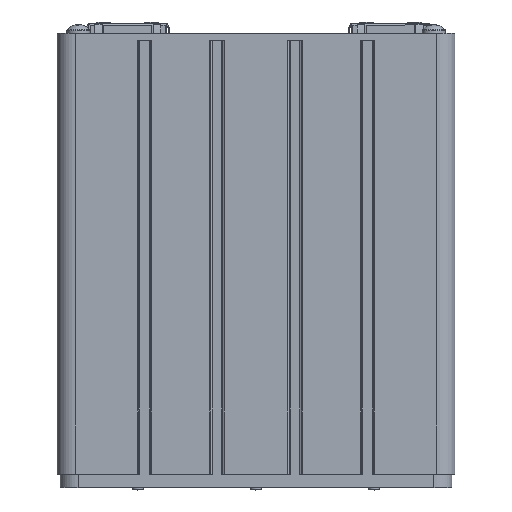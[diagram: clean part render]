
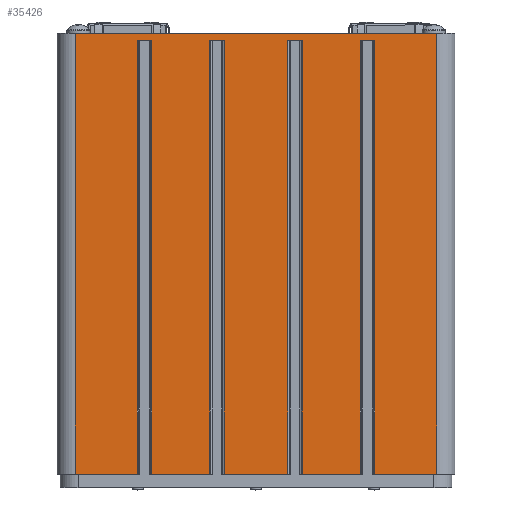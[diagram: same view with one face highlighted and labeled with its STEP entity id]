
A CAD part, top view. The second image highlights one B-rep face of the part: STEP entity #35426.
In plain terms, the highlighted planar face has unit normal (0, 0, 1).
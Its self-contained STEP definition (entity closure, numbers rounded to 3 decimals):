
#3186=FACE_OUTER_BOUND('',#5283,.T.);
#5283=EDGE_LOOP('',(#30709,#30710,#30711,#30712,#30713,#30714,#30715,#30716,
#30717,#30718,#30719,#30720,#30721,#30722,#30723,#30724,#30725,#30726,#30727,
#30728));
#8265=LINE('',#61277,#11185);
#9657=LINE('',#78443,#12577);
#9658=LINE('',#78449,#12578);
#9662=LINE('',#78466,#12582);
#9666=LINE('',#78483,#12586);
#9735=LINE('',#78730,#12655);
#9740=LINE('',#78751,#12660);
#9744=LINE('',#78768,#12664);
#9748=LINE('',#78785,#12668);
#9753=LINE('',#78806,#12673);
#9966=LINE('',#79392,#12886);
#9967=LINE('',#79394,#12887);
#10042=LINE('',#79543,#12962);
#10043=LINE('',#79545,#12963);
#10044=LINE('',#79546,#12964);
#10045=LINE('',#79547,#12965);
#10046=LINE('',#79548,#12966);
#10047=LINE('',#79549,#12967);
#10048=LINE('',#79550,#12968);
#10049=LINE('',#79551,#12969);
#11185=VECTOR('',#41515,7.62);
#12577=VECTOR('',#46137,0.305);
#12578=VECTOR('',#46142,0.305);
#12582=VECTOR('',#46156,0.305);
#12586=VECTOR('',#46170,0.305);
#12655=VECTOR('',#46425,1.308);
#12660=VECTOR('',#46442,1.219);
#12664=VECTOR('',#46456,1.346);
#12668=VECTOR('',#46470,1.219);
#12673=VECTOR('',#46487,1.308);
#12886=VECTOR('',#47138,9.144);
#12887=VECTOR('',#47141,9.296);
#12962=VECTOR('',#47348,9.296);
#12963=VECTOR('',#47351,9.144);
#12964=VECTOR('',#47352,9.144);
#12965=VECTOR('',#47353,9.144);
#12966=VECTOR('',#47354,9.144);
#12967=VECTOR('',#47355,9.144);
#12968=VECTOR('',#47356,9.144);
#12969=VECTOR('',#47357,9.144);
#14121=VERTEX_POINT('',#61274);
#14122=VERTEX_POINT('',#61276);
#15940=VERTEX_POINT('',#78428);
#15947=VERTEX_POINT('',#78441);
#15949=VERTEX_POINT('',#78446);
#15950=VERTEX_POINT('',#78448);
#15957=VERTEX_POINT('',#78463);
#15958=VERTEX_POINT('',#78465);
#15965=VERTEX_POINT('',#78480);
#15966=VERTEX_POINT('',#78482);
#16050=VERTEX_POINT('',#78727);
#16051=VERTEX_POINT('',#78729);
#16060=VERTEX_POINT('',#78748);
#16061=VERTEX_POINT('',#78750);
#16068=VERTEX_POINT('',#78765);
#16069=VERTEX_POINT('',#78767);
#16076=VERTEX_POINT('',#78782);
#16077=VERTEX_POINT('',#78784);
#16086=VERTEX_POINT('',#78803);
#16087=VERTEX_POINT('',#78805);
#17961=EDGE_CURVE('',#14121,#14122,#8265,.T.);
#20602=EDGE_CURVE('',#15940,#15947,#9657,.T.);
#20604=EDGE_CURVE('',#15950,#15949,#9658,.T.);
#20612=EDGE_CURVE('',#15958,#15957,#9662,.T.);
#20620=EDGE_CURVE('',#15966,#15965,#9666,.T.);
#20737=EDGE_CURVE('',#16050,#16051,#9735,.T.);
#20747=EDGE_CURVE('',#16060,#16061,#9740,.T.);
#20755=EDGE_CURVE('',#16068,#16069,#9744,.T.);
#20763=EDGE_CURVE('',#16076,#16077,#9748,.T.);
#20773=EDGE_CURVE('',#16086,#16087,#9753,.T.);
#21066=EDGE_CURVE('',#16050,#15940,#9966,.T.);
#21067=EDGE_CURVE('',#16051,#14121,#9967,.T.);
#21150=EDGE_CURVE('',#16086,#14122,#10042,.T.);
#21151=EDGE_CURVE('',#16061,#15947,#10043,.T.);
#21152=EDGE_CURVE('',#16060,#15950,#10044,.T.);
#21153=EDGE_CURVE('',#16069,#15949,#10045,.T.);
#21154=EDGE_CURVE('',#16068,#15958,#10046,.T.);
#21155=EDGE_CURVE('',#16077,#15957,#10047,.T.);
#21156=EDGE_CURVE('',#16076,#15966,#10048,.T.);
#21157=EDGE_CURVE('',#16087,#15965,#10049,.T.);
#30709=ORIENTED_EDGE('',*,*,#20773,.F.);
#30710=ORIENTED_EDGE('',*,*,#21150,.T.);
#30711=ORIENTED_EDGE('',*,*,#17961,.F.);
#30712=ORIENTED_EDGE('',*,*,#21067,.F.);
#30713=ORIENTED_EDGE('',*,*,#20737,.F.);
#30714=ORIENTED_EDGE('',*,*,#21066,.T.);
#30715=ORIENTED_EDGE('',*,*,#20602,.T.);
#30716=ORIENTED_EDGE('',*,*,#21151,.F.);
#30717=ORIENTED_EDGE('',*,*,#20747,.F.);
#30718=ORIENTED_EDGE('',*,*,#21152,.T.);
#30719=ORIENTED_EDGE('',*,*,#20604,.T.);
#30720=ORIENTED_EDGE('',*,*,#21153,.F.);
#30721=ORIENTED_EDGE('',*,*,#20755,.F.);
#30722=ORIENTED_EDGE('',*,*,#21154,.T.);
#30723=ORIENTED_EDGE('',*,*,#20612,.T.);
#30724=ORIENTED_EDGE('',*,*,#21155,.F.);
#30725=ORIENTED_EDGE('',*,*,#20763,.F.);
#30726=ORIENTED_EDGE('',*,*,#21156,.T.);
#30727=ORIENTED_EDGE('',*,*,#20620,.T.);
#30728=ORIENTED_EDGE('',*,*,#21157,.F.);
#32166=PLANE('',#38474);
#35426=ADVANCED_FACE('',(#3186),#32166,.T.);
#38474=AXIS2_PLACEMENT_3D('',#79544,#47349,#47350);
#41515=DIRECTION('',(1.,0.,0.));
#46137=DIRECTION('',(1.,0.,0.));
#46142=DIRECTION('',(1.,0.,0.));
#46156=DIRECTION('',(1.,0.,0.));
#46170=DIRECTION('',(1.,0.,0.));
#46425=DIRECTION('',(-1.,0.,0.));
#46442=DIRECTION('',(-1.,0.,0.));
#46456=DIRECTION('',(-1.,0.,0.));
#46470=DIRECTION('',(-1.,0.,0.));
#46487=DIRECTION('',(-1.,0.,0.));
#47138=DIRECTION('',(0.,1.,0.));
#47141=DIRECTION('',(0.,1.,0.));
#47348=DIRECTION('',(0.,1.,0.));
#47349=DIRECTION('center_axis',(0.,0.,1.));
#47350=DIRECTION('ref_axis',(1.,0.,0.));
#47351=DIRECTION('',(0.,1.,0.));
#47352=DIRECTION('',(0.,1.,0.));
#47353=DIRECTION('',(0.,1.,0.));
#47354=DIRECTION('',(0.,1.,0.));
#47355=DIRECTION('',(0.,1.,0.));
#47356=DIRECTION('',(0.,1.,0.));
#47357=DIRECTION('',(0.,1.,0.));
#61274=CARTESIAN_POINT('',(-3.81,9.573,2.318));
#61276=CARTESIAN_POINT('',(3.81,9.573,2.318));
#61277=CARTESIAN_POINT('',(-3.81,9.573,2.318));
#78428=CARTESIAN_POINT('',(-2.502,9.421,2.318));
#78441=CARTESIAN_POINT('',(-2.197,9.421,2.318));
#78443=CARTESIAN_POINT('',(-3.81,9.421,2.318));
#78446=CARTESIAN_POINT('',(-0.673,9.421,2.318));
#78448=CARTESIAN_POINT('',(-0.978,9.421,2.318));
#78449=CARTESIAN_POINT('',(-3.81,9.421,2.318));
#78463=CARTESIAN_POINT('',(0.978,9.421,2.318));
#78465=CARTESIAN_POINT('',(0.673,9.421,2.318));
#78466=CARTESIAN_POINT('',(-3.81,9.421,2.318));
#78480=CARTESIAN_POINT('',(2.502,9.421,2.318));
#78482=CARTESIAN_POINT('',(2.197,9.421,2.318));
#78483=CARTESIAN_POINT('',(-3.81,9.421,2.318));
#78727=CARTESIAN_POINT('',(-2.502,0.277,2.318));
#78729=CARTESIAN_POINT('',(-3.81,0.277,2.318));
#78730=CARTESIAN_POINT('',(-2.502,0.277,2.318));
#78748=CARTESIAN_POINT('',(-0.978,0.277,2.318));
#78750=CARTESIAN_POINT('',(-2.197,0.277,2.318));
#78751=CARTESIAN_POINT('',(-0.978,0.277,2.318));
#78765=CARTESIAN_POINT('',(0.673,0.277,2.318));
#78767=CARTESIAN_POINT('',(-0.673,0.277,2.318));
#78768=CARTESIAN_POINT('',(0.673,0.277,2.318));
#78782=CARTESIAN_POINT('',(2.197,0.277,2.318));
#78784=CARTESIAN_POINT('',(0.978,0.277,2.318));
#78785=CARTESIAN_POINT('',(2.197,0.277,2.318));
#78803=CARTESIAN_POINT('',(3.81,0.277,2.318));
#78805=CARTESIAN_POINT('',(2.502,0.277,2.318));
#78806=CARTESIAN_POINT('',(3.81,0.277,2.318));
#79392=CARTESIAN_POINT('',(-2.502,0.277,2.318));
#79394=CARTESIAN_POINT('',(-3.81,0.277,2.318));
#79543=CARTESIAN_POINT('',(3.81,0.277,2.318));
#79544=CARTESIAN_POINT('Origin',(2.502,0.277,2.318));
#79545=CARTESIAN_POINT('',(-2.197,0.277,2.318));
#79546=CARTESIAN_POINT('',(-0.978,0.277,2.318));
#79547=CARTESIAN_POINT('',(-0.673,0.277,2.318));
#79548=CARTESIAN_POINT('',(0.673,0.277,2.318));
#79549=CARTESIAN_POINT('',(0.978,0.277,2.318));
#79550=CARTESIAN_POINT('',(2.197,0.277,2.318));
#79551=CARTESIAN_POINT('',(2.502,0.277,2.318));
